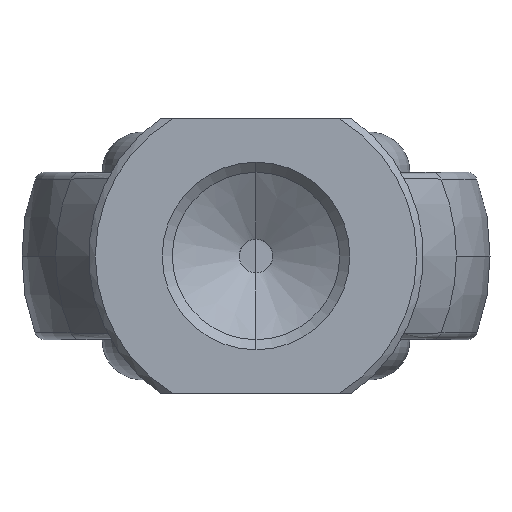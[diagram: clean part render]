
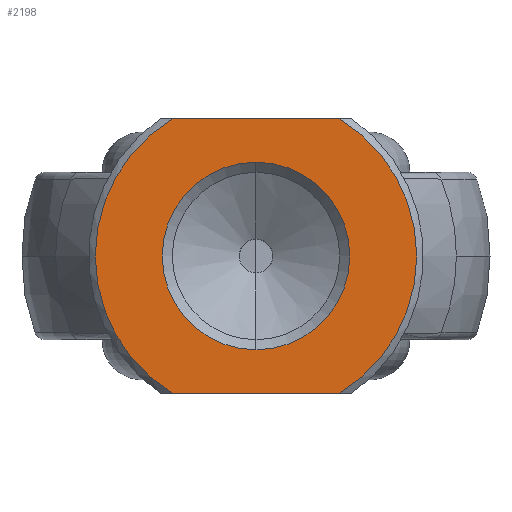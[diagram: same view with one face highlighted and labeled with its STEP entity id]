
A CAD part, left-side view. The second image highlights one B-rep face of the part: STEP entity #2198.
In plain terms, the highlighted planar face has unit normal (-1, 0, 0).
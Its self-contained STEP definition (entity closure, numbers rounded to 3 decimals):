
#153 = FACE_BOUND ( 'NONE', #584, .T. ) ;
#220 = LINE ( 'NONE', #1950, #371 ) ;
#221 = CIRCLE ( 'NONE', #717, 14. ) ;
#287 = ORIENTED_EDGE ( 'NONE', *, *, #711, .T. ) ;
#318 = CIRCLE ( 'NONE', #694, 14. ) ;
#353 = ORIENTED_EDGE ( 'NONE', *, *, #747, .F. ) ;
#354 = ORIENTED_EDGE ( 'NONE', *, *, #732, .T. ) ;
#371 = VECTOR ( 'NONE', #2068, 1000. ) ;
#374 = CIRCLE ( 'NONE', #803, 24. ) ;
#384 = CIRCLE ( 'NONE', #812, 24. ) ;
#443 = ORIENTED_EDGE ( 'NONE', *, *, #787, .T. ) ;
#453 = ORIENTED_EDGE ( 'NONE', *, *, #708, .T. ) ;
#467 = LINE ( 'NONE', #1698, #546 ) ;
#479 = ORIENTED_EDGE ( 'NONE', *, *, #710, .F. ) ;
#546 = VECTOR ( 'NONE', #1700, 1000. ) ;
#576 = EDGE_LOOP ( 'NONE', ( #353, #354, #479, #287 ) ) ;
#584 = EDGE_LOOP ( 'NONE', ( #443, #453 ) ) ;
#678 = FACE_OUTER_BOUND ( 'NONE', #576, .T. ) ;
#694 = AXIS2_PLACEMENT_3D ( 'NONE', #1610, #1582, #1581 ) ;
#708 = EDGE_CURVE ( 'NONE', #1936, #1990, #221, .T. ) ;
#710 = EDGE_CURVE ( 'NONE', #1906, #2045, #220, .T. ) ;
#711 = EDGE_CURVE ( 'NONE', #1906, #2061, #374, .T. ) ;
#717 = AXIS2_PLACEMENT_3D ( 'NONE', #2035, #1979, #1945 ) ;
#732 = EDGE_CURVE ( 'NONE', #2056, #2045, #384, .T. ) ;
#747 = EDGE_CURVE ( 'NONE', #2056, #2061, #467, .T. ) ;
#787 = EDGE_CURVE ( 'NONE', #1990, #1936, #318, .T. ) ;
#803 = AXIS2_PLACEMENT_3D ( 'NONE', #2055, #2060, #2001 ) ;
#812 = AXIS2_PLACEMENT_3D ( 'NONE', #2059, #1919, #1992 ) ;
#916 = CARTESIAN_POINT ( 'NONE',  ( 0., 12.48, 20.5 ) ) ;
#935 = CARTESIAN_POINT ( 'NONE',  ( 0., 0., -14. ) ) ;
#956 = CARTESIAN_POINT ( 'NONE',  ( 0., 0., 14. ) ) ;
#976 = CARTESIAN_POINT ( 'NONE',  ( 0., -12.48, 20.5 ) ) ;
#982 = CARTESIAN_POINT ( 'NONE',  ( 0., -12.48, -20.5 ) ) ;
#983 = CARTESIAN_POINT ( 'NONE',  ( 0., 12.48, -20.5 ) ) ;
#1484 = CARTESIAN_POINT ( 'NONE',  ( 0., 12.5, 0. ) ) ;
#1485 = PLANE ( 'NONE',  #1777 ) ;
#1486 = DIRECTION ( 'NONE',  ( 1., 0., 0. ) ) ;
#1487 = DIRECTION ( 'NONE',  ( 0., 0., -1. ) ) ;
#1581 = DIRECTION ( 'NONE',  ( 0., 0., -1. ) ) ;
#1582 = DIRECTION ( 'NONE',  ( 1., 0., 0. ) ) ;
#1610 = CARTESIAN_POINT ( 'NONE',  ( 0., 0., 0. ) ) ;
#1698 = CARTESIAN_POINT ( 'NONE',  ( 0., 14.309, -20.5 ) ) ;
#1700 = DIRECTION ( 'NONE',  ( 0., 1., 0. ) ) ;
#1777 = AXIS2_PLACEMENT_3D ( 'NONE', #1484, #1486, #1487 ) ;
#1906 = VERTEX_POINT ( 'NONE', #916 ) ;
#1919 = DIRECTION ( 'NONE',  ( -1., 0., 0. ) ) ;
#1936 = VERTEX_POINT ( 'NONE', #935 ) ;
#1945 = DIRECTION ( 'NONE',  ( 0., 0., -1. ) ) ;
#1950 = CARTESIAN_POINT ( 'NONE',  ( 0., 14.309, 20.5 ) ) ;
#1979 = DIRECTION ( 'NONE',  ( 1., 0., 0. ) ) ;
#1990 = VERTEX_POINT ( 'NONE', #956 ) ;
#1992 = DIRECTION ( 'NONE',  ( 0., 0., -1. ) ) ;
#2001 = DIRECTION ( 'NONE',  ( 0., 0., -1. ) ) ;
#2035 = CARTESIAN_POINT ( 'NONE',  ( 0., 0., 0. ) ) ;
#2045 = VERTEX_POINT ( 'NONE', #976 ) ;
#2055 = CARTESIAN_POINT ( 'NONE',  ( 0., 0., 0. ) ) ;
#2056 = VERTEX_POINT ( 'NONE', #982 ) ;
#2059 = CARTESIAN_POINT ( 'NONE',  ( 0., 0., 0. ) ) ;
#2060 = DIRECTION ( 'NONE',  ( -1., 0., 0. ) ) ;
#2061 = VERTEX_POINT ( 'NONE', #983 ) ;
#2068 = DIRECTION ( 'NONE',  ( 0., -1., 0. ) ) ;
#2198 = ADVANCED_FACE ( 'NONE', ( #153, #678 ), #1485, .F. ) ;
